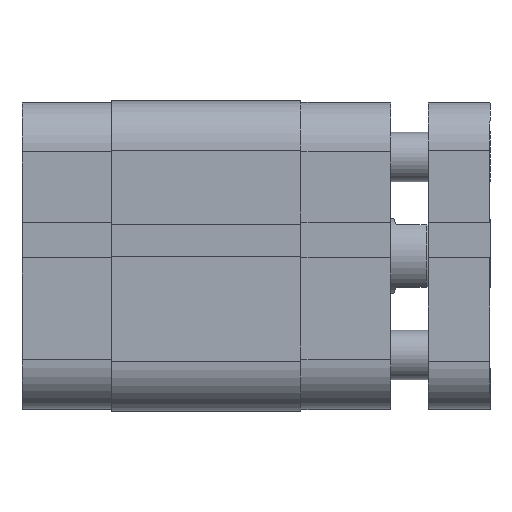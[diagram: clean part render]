
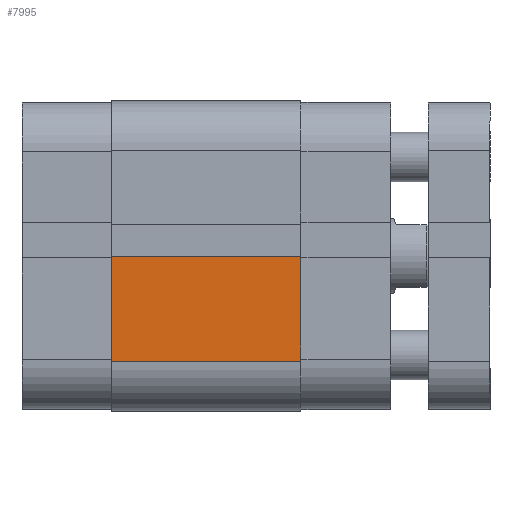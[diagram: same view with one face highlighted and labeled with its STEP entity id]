
A CAD part, top view. The second image highlights one B-rep face of the part: STEP entity #7995.
In plain terms, the highlighted face is planar.
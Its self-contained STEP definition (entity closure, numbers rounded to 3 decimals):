
#1035 = PLANE ( 'NONE',  #5071 ) ;
#1038 = CARTESIAN_POINT ( 'NONE',  ( 0., -25., 30.5 ) ) ;
#1044 = DIRECTION ( 'NONE',  ( 0., 1., 0. ) ) ;
#1045 = DIRECTION ( 'NONE',  ( -1., 0., 0. ) ) ;
#1129 = CARTESIAN_POINT ( 'NONE',  ( 0., -25., 30.5 ) ) ;
#1130 = DIRECTION ( 'NONE',  ( 1., 0., 0. ) ) ;
#1564 = FACE_OUTER_BOUND ( 'NONE', #8264, .T. ) ;
#1612 = LINE ( 'NONE', #1129, #1613 ) ;
#1613 = VECTOR ( 'NONE', #1130, 1000. ) ;
#2344 = VERTEX_POINT ( 'NONE', #5170 ) ;
#2349 = VERTEX_POINT ( 'NONE', #5175 ) ;
#3046 = VERTEX_POINT ( 'NONE', #5354 ) ;
#3048 = VERTEX_POINT ( 'NONE', #5356 ) ;
#3355 = EDGE_CURVE ( 'NONE', #2344, #2349, #6552, .T. ) ;
#3363 = EDGE_CURVE ( 'NONE', #3046, #3048, #6558, .T. ) ;
#3365 = EDGE_CURVE ( 'NONE', #2349, #3048, #6559, .T. ) ;
#3969 = ORIENTED_EDGE ( 'NONE', *, *, #3355, .T. ) ;
#3970 = ORIENTED_EDGE ( 'NONE', *, *, #8478, .F. ) ;
#3971 = ORIENTED_EDGE ( 'NONE', *, *, #3363, .F. ) ;
#3972 = ORIENTED_EDGE ( 'NONE', *, *, #3365, .T. ) ;
#5071 = AXIS2_PLACEMENT_3D ( 'NONE', #1038, #1044, #1045 ) ;
#5170 = CARTESIAN_POINT ( 'NONE',  ( 0.1, -25., 30.5 ) ) ;
#5175 = CARTESIAN_POINT ( 'NONE',  ( 0.1, -25., 0. ) ) ;
#5354 = CARTESIAN_POINT ( 'NONE',  ( 17., -25., 30.5 ) ) ;
#5356 = CARTESIAN_POINT ( 'NONE',  ( 17., -25., 0. ) ) ;
#5426 = CARTESIAN_POINT ( 'NONE',  ( 0.1, -25., 30.5 ) ) ;
#5430 = DIRECTION ( 'NONE',  ( 0., 0., -1. ) ) ;
#5431 = CARTESIAN_POINT ( 'NONE',  ( 0., -25., 0. ) ) ;
#5436 = CARTESIAN_POINT ( 'NONE',  ( 17., -25., 30.5 ) ) ;
#5437 = DIRECTION ( 'NONE',  ( 0., 0., -1. ) ) ;
#5439 = DIRECTION ( 'NONE',  ( 1., 0., 0. ) ) ;
#6548 = VECTOR ( 'NONE', #5430, 1000. ) ;
#6551 = VECTOR ( 'NONE', #5437, 1000. ) ;
#6552 = LINE ( 'NONE', #5426, #6548 ) ;
#6558 = LINE ( 'NONE', #5436, #6551 ) ;
#6559 = LINE ( 'NONE', #5431, #6560 ) ;
#6560 = VECTOR ( 'NONE', #5439, 1000. ) ;
#7995 = ADVANCED_FACE ( 'NONE', ( #1564 ), #1035, .F. ) ;
#8264 = EDGE_LOOP ( 'NONE', ( #3972, #3971, #3970, #3969 ) ) ;
#8478 = EDGE_CURVE ( 'NONE', #2344, #3046, #1612, .T. ) ;
